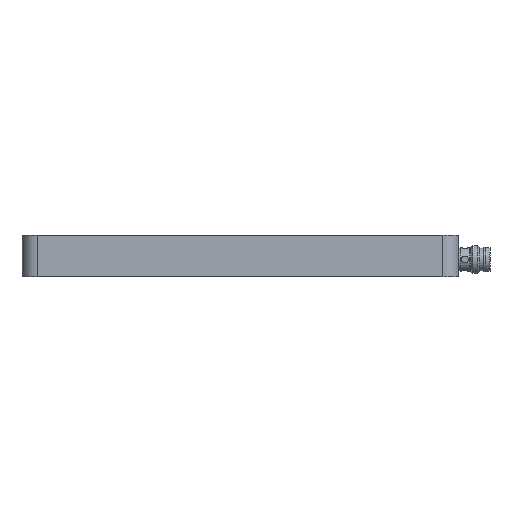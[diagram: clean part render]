
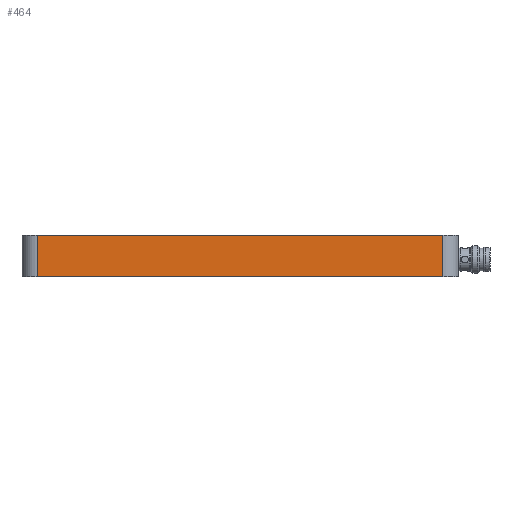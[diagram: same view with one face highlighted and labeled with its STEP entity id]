
A CAD part, front view. The second image highlights one B-rep face of the part: STEP entity #464.
In plain terms, the highlighted planar face has unit normal (0, -1, 0).
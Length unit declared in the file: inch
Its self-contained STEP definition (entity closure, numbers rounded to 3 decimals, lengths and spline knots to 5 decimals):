
#65 = LINE ( 'NONE', #534, #882 ) ;
#222 = LINE ( 'NONE', #1256, #517 ) ;
#374 = VERTEX_POINT ( 'NONE', #1057 ) ;
#386 = EDGE_CURVE ( 'NONE', #1547, #2344, #222, .T. ) ;
#444 = FACE_OUTER_BOUND ( 'NONE', #1356, .T. ) ;
#462 = ORIENTED_EDGE ( 'NONE', *, *, #733, .F. ) ;
#464 = ADVANCED_FACE ( 'NONE', ( #444 ), #1661, .F. ) ;
#517 = VECTOR ( 'NONE', #1634, 39.37008 ) ;
#534 = CARTESIAN_POINT ( 'NONE',  ( 4.74409, -0.47244, 0.27559 ) ) ;
#591 = DIRECTION ( 'NONE',  ( 1., 0., 0. ) ) ;
#733 = EDGE_CURVE ( 'NONE', #374, #1547, #65, .T. ) ;
#779 = AXIS2_PLACEMENT_3D ( 'NONE', #810, #2507, #1296 ) ;
#806 = LINE ( 'NONE', #1812, #1105 ) ;
#810 = CARTESIAN_POINT ( 'NONE',  ( 0.17717, -0.47244, 0.27559 ) ) ;
#882 = VECTOR ( 'NONE', #2189, 39.37008 ) ;
#960 = LINE ( 'NONE', #1617, #1337 ) ;
#982 = ORIENTED_EDGE ( 'NONE', *, *, #1006, .F. ) ;
#1006 = EDGE_CURVE ( 'NONE', #2226, #374, #806, .T. ) ;
#1057 = CARTESIAN_POINT ( 'NONE',  ( 4.74409, -0.47244, 0.27559 ) ) ;
#1105 = VECTOR ( 'NONE', #591, 39.37008 ) ;
#1214 = ORIENTED_EDGE ( 'NONE', *, *, #1369, .F. ) ;
#1256 = CARTESIAN_POINT ( 'NONE',  ( 0.17717, -0.47244, -0.19685 ) ) ;
#1296 = DIRECTION ( 'NONE',  ( 0., 0., 1. ) ) ;
#1337 = VECTOR ( 'NONE', #2264, 39.37008 ) ;
#1356 = EDGE_LOOP ( 'NONE', ( #462, #982, #1214, #2627 ) ) ;
#1369 = EDGE_CURVE ( 'NONE', #2344, #2226, #960, .T. ) ;
#1547 = VERTEX_POINT ( 'NONE', #2143 ) ;
#1617 = CARTESIAN_POINT ( 'NONE',  ( 0.17717, -0.47244, 0.27559 ) ) ;
#1634 = DIRECTION ( 'NONE',  ( -1., 0., 0. ) ) ;
#1661 = PLANE ( 'NONE',  #779 ) ;
#1812 = CARTESIAN_POINT ( 'NONE',  ( 0.17717, -0.47244, 0.27559 ) ) ;
#1965 = CARTESIAN_POINT ( 'NONE',  ( 0.17717, -0.47244, -0.19685 ) ) ;
#2143 = CARTESIAN_POINT ( 'NONE',  ( 4.74409, -0.47244, -0.19685 ) ) ;
#2189 = DIRECTION ( 'NONE',  ( 0., 0., -1. ) ) ;
#2226 = VERTEX_POINT ( 'NONE', #2569 ) ;
#2264 = DIRECTION ( 'NONE',  ( 0., 0., 1. ) ) ;
#2344 = VERTEX_POINT ( 'NONE', #1965 ) ;
#2507 = DIRECTION ( 'NONE',  ( 0., 1., 0. ) ) ;
#2569 = CARTESIAN_POINT ( 'NONE',  ( 0.17717, -0.47244, 0.27559 ) ) ;
#2627 = ORIENTED_EDGE ( 'NONE', *, *, #386, .F. ) ;
